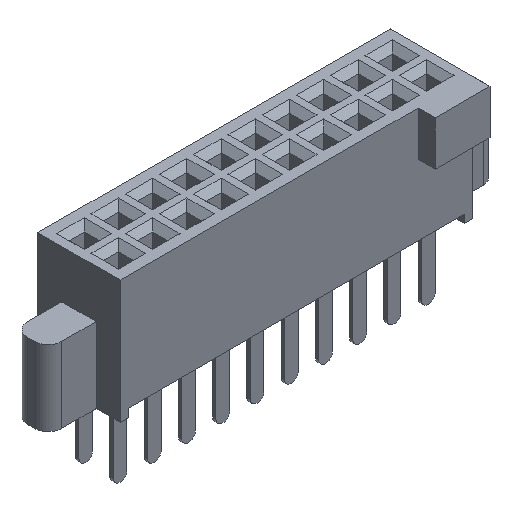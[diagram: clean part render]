
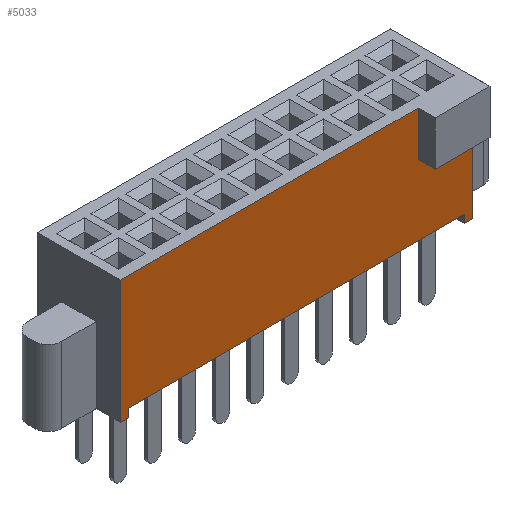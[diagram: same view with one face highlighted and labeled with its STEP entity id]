
A CAD part, isometric view. The second image highlights one B-rep face of the part: STEP entity #5033.
In plain terms, the highlighted planar face has unit normal (0, -1, 0).
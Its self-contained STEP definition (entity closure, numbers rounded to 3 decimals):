
#70=CARTESIAN_POINT('',(-6.541,-1.524,0.));
#71=VERTEX_POINT('',#70);
#88=CARTESIAN_POINT('',(-6.236,-1.524,0.));
#89=VERTEX_POINT('',#88);
#96=CARTESIAN_POINT('',(-6.541,-1.524,0.));
#97=DIRECTION('',(1.0,0.0,0.0));
#98=VECTOR('',#97,0.305);
#99=LINE('',#96,#98);
#100=EDGE_CURVE('',#71,#89,#99,.T.);
#119=CARTESIAN_POINT('',(-6.236,-1.524,0.305));
#120=VERTEX_POINT('',#119);
#127=CARTESIAN_POINT('',(-6.236,-1.524,0.));
#128=DIRECTION('',(0.0,0.0,1.0));
#129=VECTOR('',#128,0.305);
#130=LINE('',#127,#129);
#131=EDGE_CURVE('',#89,#120,#130,.T.);
#150=CARTESIAN_POINT('',(6.236,-1.524,0.305));
#151=VERTEX_POINT('',#150);
#158=CARTESIAN_POINT('',(-6.236,-1.524,0.305));
#159=DIRECTION('',(1.0,0.0,0.0));
#160=VECTOR('',#159,12.471);
#161=LINE('',#158,#160);
#162=EDGE_CURVE('',#120,#151,#161,.T.);
#174=CARTESIAN_POINT('',(6.541,-1.524,0.0));
#175=VERTEX_POINT('',#174);
#182=CARTESIAN_POINT('',(6.236,-1.524,0.0));
#183=VERTEX_POINT('',#182);
#184=CARTESIAN_POINT('',(6.236,-1.524,0.0));
#185=DIRECTION('',(1.0,0.0,0.0));
#186=VECTOR('',#185,0.305);
#187=LINE('',#184,#186);
#188=EDGE_CURVE('',#183,#175,#187,.T.);
#213=CARTESIAN_POINT('',(6.236,-1.524,0.305));
#214=DIRECTION('',(0.0,0.0,-1.0));
#215=VECTOR('',#214,0.305);
#216=LINE('',#213,#215);
#217=EDGE_CURVE('',#151,#183,#216,.T.);
#274=CARTESIAN_POINT('',(4.509,-1.524,2.921));
#275=VERTEX_POINT('',#274);
#282=CARTESIAN_POINT('',(6.541,-1.524,2.921));
#283=VERTEX_POINT('',#282);
#284=CARTESIAN_POINT('',(6.541,-1.524,2.921));
#285=DIRECTION('',(-1.0,0.0,0.0));
#286=VECTOR('',#285,2.032);
#287=LINE('',#284,#286);
#288=EDGE_CURVE('',#283,#275,#287,.T.);
#305=CARTESIAN_POINT('',(4.509,-1.524,4.572));
#306=VERTEX_POINT('',#305);
#313=CARTESIAN_POINT('',(4.509,-1.524,2.921));
#314=DIRECTION('',(0.0,0.0,1.0));
#315=VECTOR('',#314,1.651);
#316=LINE('',#313,#315);
#317=EDGE_CURVE('',#275,#306,#316,.T.);
#4999=CARTESIAN_POINT('',(0.0,-1.524,2.438));
#5000=DIRECTION('',(0.0,1.0,0.0));
#5001=DIRECTION('',(-1.0,0.0,0.0));
#5002=AXIS2_PLACEMENT_3D('',#4999,#5000,#5001);
#5003=PLANE('',#5002);
#5004=ORIENTED_EDGE('',*,*,#317,.T.);
#5005=CARTESIAN_POINT('',(-6.541,-1.524,4.572));
#5006=VERTEX_POINT('',#5005);
#5007=CARTESIAN_POINT('',(4.509,-1.524,4.572));
#5008=DIRECTION('',(-1.0,0.0,0.0));
#5009=VECTOR('',#5008,11.049);
#5010=LINE('',#5007,#5009);
#5011=EDGE_CURVE('',#306,#5006,#5010,.T.);
#5012=ORIENTED_EDGE('',*,*,#5011,.T.);
#5013=CARTESIAN_POINT('',(-6.541,-1.524,4.572));
#5014=DIRECTION('',(0.0,0.0,-1.0));
#5015=VECTOR('',#5014,4.572);
#5016=LINE('',#5013,#5015);
#5017=EDGE_CURVE('',#5006,#71,#5016,.T.);
#5018=ORIENTED_EDGE('',*,*,#5017,.T.);
#5019=ORIENTED_EDGE('',*,*,#100,.T.);
#5020=ORIENTED_EDGE('',*,*,#131,.T.);
#5021=ORIENTED_EDGE('',*,*,#162,.T.);
#5022=ORIENTED_EDGE('',*,*,#217,.T.);
#5023=ORIENTED_EDGE('',*,*,#188,.T.);
#5024=CARTESIAN_POINT('',(6.541,-1.524,0.));
#5025=DIRECTION('',(0.0,0.0,1.0));
#5026=VECTOR('',#5025,2.921);
#5027=LINE('',#5024,#5026);
#5028=EDGE_CURVE('',#175,#283,#5027,.T.);
#5029=ORIENTED_EDGE('',*,*,#5028,.T.);
#5030=ORIENTED_EDGE('',*,*,#288,.T.);
#5031=EDGE_LOOP('',(#5004,#5012,#5018,#5019,#5020,#5021,#5022,#5023,#5029,#5030));
#5032=FACE_OUTER_BOUND('',#5031,.T.);
#5033=ADVANCED_FACE('',(#5032),#5003,.F.);
